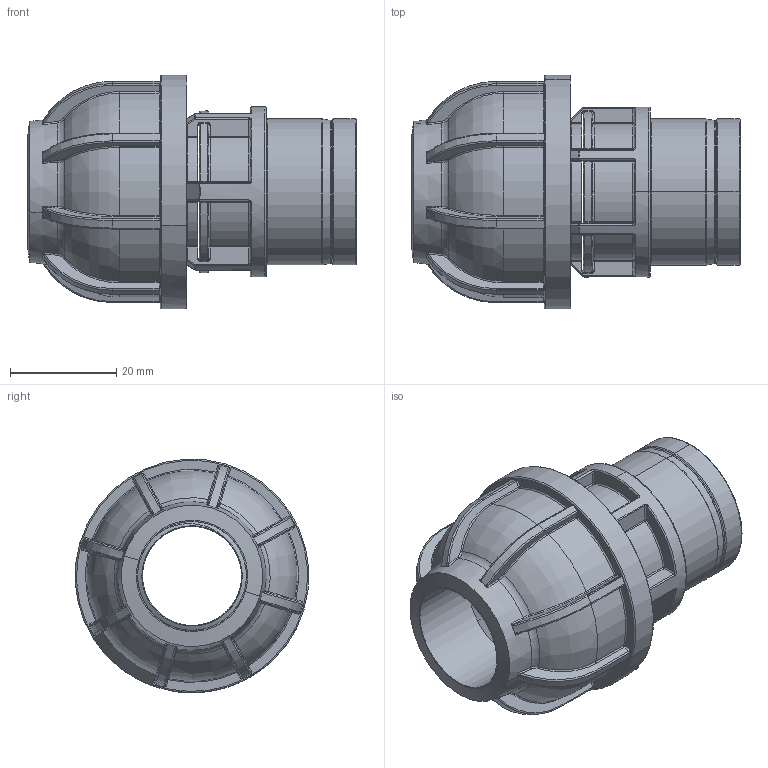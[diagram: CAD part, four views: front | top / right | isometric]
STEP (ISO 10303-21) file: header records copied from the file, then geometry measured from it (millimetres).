
FILE_DESCRIPTION (( 'STEP AP203' ), '1' );
FILE_NAME ('R201.020.012.step', '2013-11-19T09:03:25', ( 'Alusic' ), ( 'Alusic' ), 'SwSTEP 2.0', 'SolidWorks 2011', '' );
FILE_SCHEMA (( 'CONFIG_CONTROL_DESIGN' ));
Length unit declared in the file: millimetre
Products named in the file (1): R201.020.012
Bounding box: 61.9 x 43.93 x 43.95 mm (x, y, z)
Surface area: 15222 mm2 (no closed solid volume)
Topology: 0 solids, 7 shells, 990 faces, 2667 edges, 1529 vertices
Faces by surface type: cylinder 281, torus 238, bspline 230, plane 129, sphere 69, cone 43
Entity records: 40977 total; most frequent: CARTESIAN_POINT 18474, DIRECTION 4727, ORIENTED_EDGE 4624, EDGE_CURVE 2633, AXIS2_PLACEMENT_3D 2095, VERTEX_POINT 1525, CIRCLE 1334, EDGE_LOOP 995
